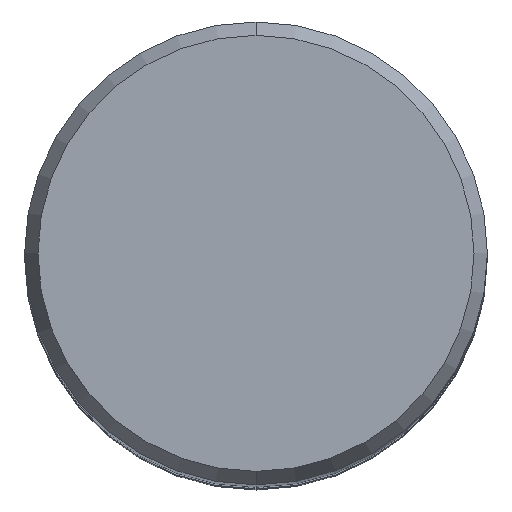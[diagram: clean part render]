
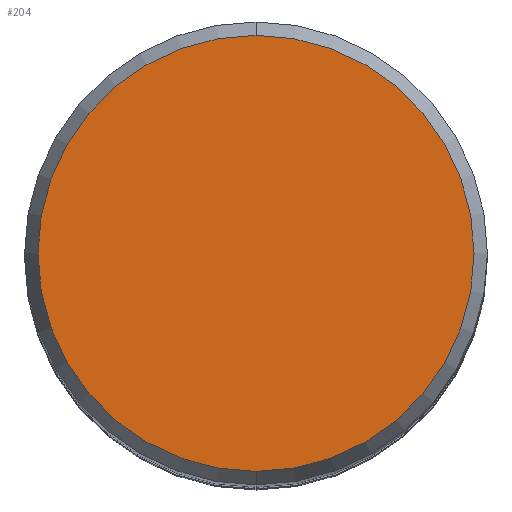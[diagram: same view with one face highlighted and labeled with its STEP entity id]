
A CAD part, top view. The second image highlights one B-rep face of the part: STEP entity #204.
In plain terms, the highlighted planar face has unit normal (0, 0, 1).
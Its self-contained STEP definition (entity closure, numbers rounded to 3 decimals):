
#204=ADVANCED_FACE('',(#535),#536,.T.);
#220=EDGE_CURVE('',#340,#420,#556,.T.);
#254=EDGE_CURVE('',#420,#340,#592,.T.);
#340=VERTEX_POINT('',#684);
#420=VERTEX_POINT('',#770);
#535=FACE_OUTER_BOUND('',#903,.T.);
#536=PLANE('',#904);
#556=CIRCLE('',#951,7.479);
#592=CIRCLE('',#1022,7.479);
#684=CARTESIAN_POINT('',(0.0,7.479,0.0));
#770=CARTESIAN_POINT('',(0.,-7.479,0.0));
#903=EDGE_LOOP('',(#1621,#1622));
#904=AXIS2_PLACEMENT_3D('',#1623,#1624,#1625);
#951=AXIS2_PLACEMENT_3D('',#1655,#1656,#1657);
#1022=AXIS2_PLACEMENT_3D('',#1687,#1688,#1689);
#1621=ORIENTED_EDGE('',*,*,#220,.F.);
#1622=ORIENTED_EDGE('',*,*,#254,.F.);
#1623=CARTESIAN_POINT('',(0.0,3.74,0.0));
#1624=DIRECTION('',(-0.0,0.0,1.0));
#1625=DIRECTION('',(0.0,-1.0,0.0));
#1655=CARTESIAN_POINT('',(0.0,0.0,0.0));
#1656=DIRECTION('',(0.0,0.0,-1.0));
#1657=DIRECTION('',(0.0,1.0,0.0));
#1687=CARTESIAN_POINT('',(0.0,0.0,0.0));
#1688=DIRECTION('',(0.0,0.0,-1.0));
#1689=DIRECTION('',(0.0,1.0,0.0));
